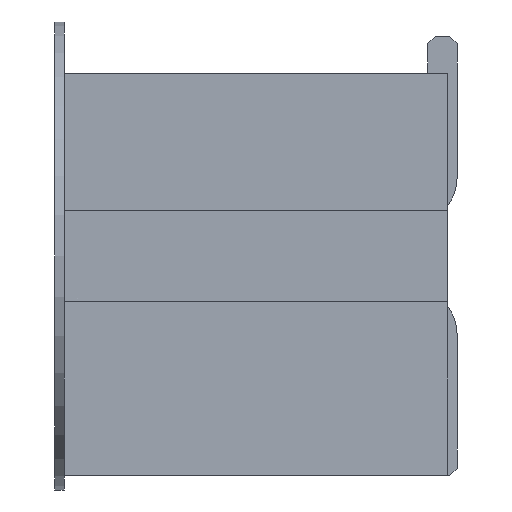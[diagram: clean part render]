
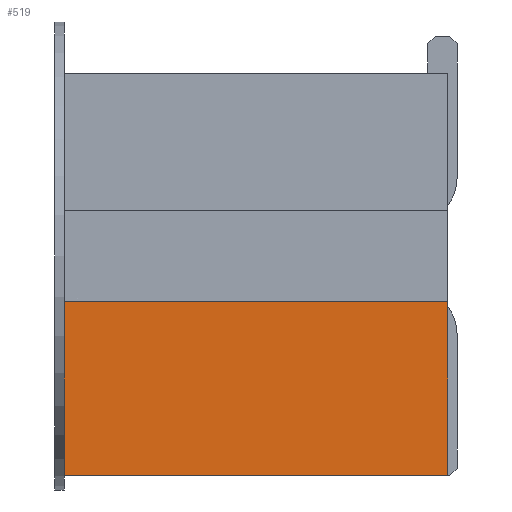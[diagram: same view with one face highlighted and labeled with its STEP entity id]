
A CAD part, left-side view. The second image highlights one B-rep face of the part: STEP entity #519.
In plain terms, the highlighted planar face has unit normal (-1, 0, 0).
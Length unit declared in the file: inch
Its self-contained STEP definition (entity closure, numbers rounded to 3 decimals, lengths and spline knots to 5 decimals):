
#519 = ADVANCED_FACE( '', ( #1131 ), #1132, .F. );
#1131 = FACE_OUTER_BOUND( '', #1863, .T. );
#1132 = PLANE( '', #1864 );
#1863 = EDGE_LOOP( '', ( #3220, #3221, #3222, #3223 ) );
#1864 = AXIS2_PLACEMENT_3D( '', #3224, #3225, #3226 );
#3220 = ORIENTED_EDGE( '', *, *, #5185, .F. );
#3221 = ORIENTED_EDGE( '', *, *, #5186, .T. );
#3222 = ORIENTED_EDGE( '', *, *, #5187, .T. );
#3223 = ORIENTED_EDGE( '', *, *, #5144, .T. );
#3224 = CARTESIAN_POINT( '', ( -0.275, 0.21, 0.1 ) );
#3225 = DIRECTION( '', ( 1., 0., 0. ) );
#3226 = DIRECTION( '', ( 0., 0., -1. ) );
#5144 = EDGE_CURVE( '', #6412, #6416, #6418, .T. );
#5185 = EDGE_CURVE( '', #6474, #6416, #6475, .T. );
#5186 = EDGE_CURVE( '', #6474, #6476, #6477, .T. );
#5187 = EDGE_CURVE( '', #6476, #6412, #6478, .T. );
#6412 = VERTEX_POINT( '', #8180 );
#6416 = VERTEX_POINT( '', #8186 );
#6418 = LINE( '', #8189, #8190 );
#6474 = VERTEX_POINT( '', #8273 );
#6475 = LINE( '', #8274, #8275 );
#6476 = VERTEX_POINT( '', #8276 );
#6477 = LINE( '', #8277, #8278 );
#6478 = LINE( '', #8279, #8280 );
#8180 = CARTESIAN_POINT( '', ( -0.275, 0.21, -0.12 ) );
#8186 = CARTESIAN_POINT( '', ( -0.275, 0., -0.12 ) );
#8189 = CARTESIAN_POINT( '', ( -0.275, 0.21, -0.12 ) );
#8190 = VECTOR( '', #9456, 39.37008 );
#8273 = CARTESIAN_POINT( '', ( -0.275, 0., -0.025 ) );
#8274 = CARTESIAN_POINT( '', ( -0.275, 0., 0.1 ) );
#8275 = VECTOR( '', #9493, 39.37008 );
#8276 = CARTESIAN_POINT( '', ( -0.275, 0.21, -0.025 ) );
#8277 = CARTESIAN_POINT( '', ( -0.275, 0.21, -0.025 ) );
#8278 = VECTOR( '', #9494, 39.37008 );
#8279 = CARTESIAN_POINT( '', ( -0.275, 0.21, 0.1 ) );
#8280 = VECTOR( '', #9495, 39.37008 );
#9456 = DIRECTION( '', ( 0., -1., 0. ) );
#9493 = DIRECTION( '', ( 0., 0., -1. ) );
#9494 = DIRECTION( '', ( 0., 1., 0. ) );
#9495 = DIRECTION( '', ( 0., 0., -1. ) );
